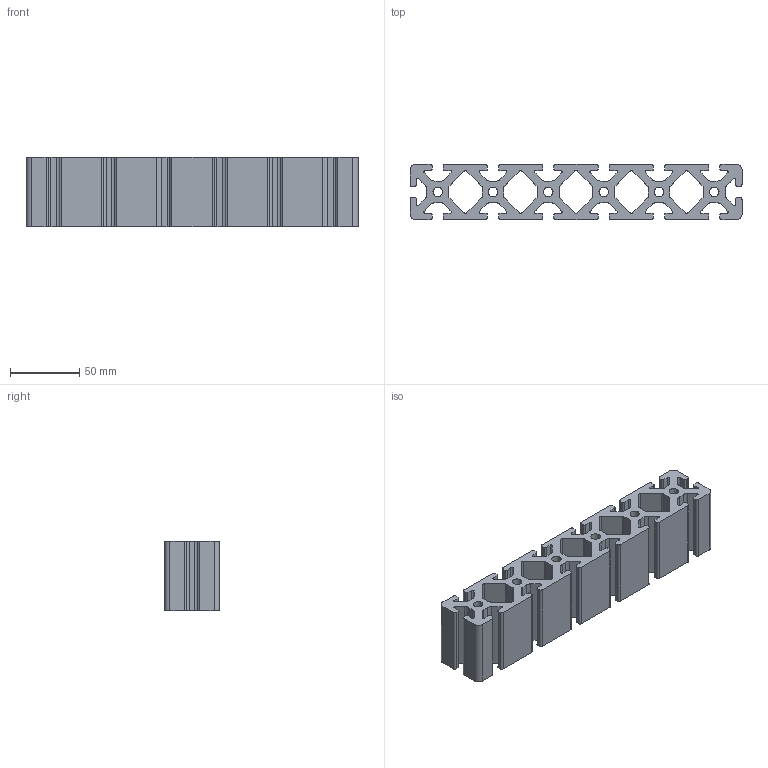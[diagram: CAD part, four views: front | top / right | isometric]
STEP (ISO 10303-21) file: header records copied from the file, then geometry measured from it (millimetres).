
FILE_DESCRIPTION (( 'STEP AP214' ), '1' );
FILE_NAME ('BASE08E0227-Profilé 8 240x40 lourd.step', '2023-03-24T09:44:16', ( 'Altae' ), ( '' ), 'SwSTEP 2.0', 'SolidWorks 2021', '' );
FILE_SCHEMA (( 'AUTOMOTIVE_DESIGN' ));
Length unit declared in the file: millimetre
Products named in the file (1): BASE08E0227-Profilé 8 240x40 lourd
Bounding box: 240 x 40 x 50 mm (x, y, z)
Volume: 241362.4 mm3; surface area: 90807.4 mm2
Topology: 1 solids, 1 shells, 318 faces, 948 edges, 632 vertices
Faces by surface type: cylinder 170, plane 148
Entity records: 10870 total; most frequent: DIRECTION 1926, CARTESIAN_POINT 1899, ORIENTED_EDGE 1896, EDGE_CURVE 948, AXIS2_PLACEMENT_3D 659, VERTEX_POINT 632, LINE 608, VECTOR 608
